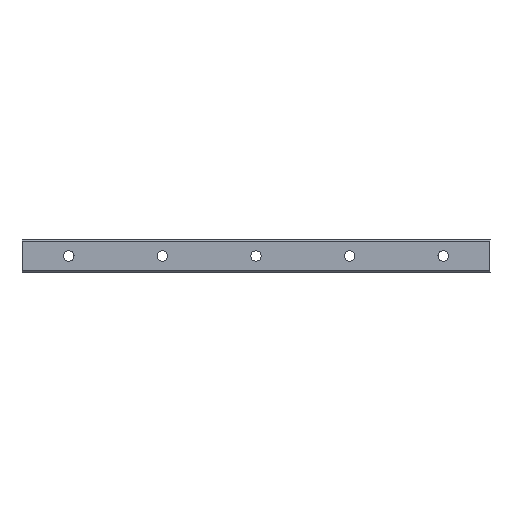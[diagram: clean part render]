
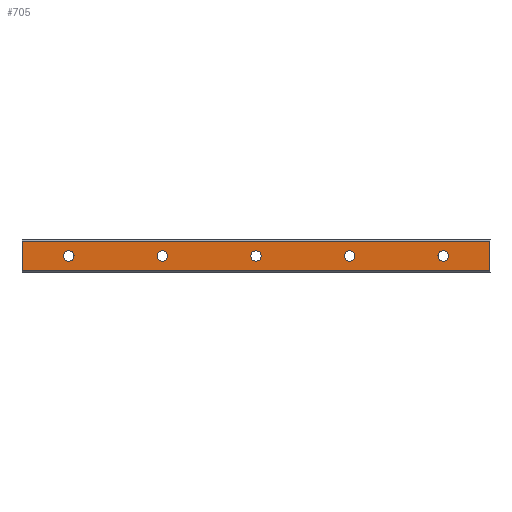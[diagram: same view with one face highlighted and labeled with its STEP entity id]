
A CAD part, front view. The second image highlights one B-rep face of the part: STEP entity #705.
In plain terms, the highlighted planar face has unit normal (0, -1, 0).
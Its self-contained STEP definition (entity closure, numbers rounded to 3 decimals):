
#24 = DIRECTION ( 'NONE',  ( 0., -1., 0. ) ) ;
#50 = EDGE_CURVE ( 'NONE', #191, #758, #1200, .T. ) ;
#65 = ORIENTED_EDGE ( 'NONE', *, *, #585, .F. ) ;
#112 = CARTESIAN_POINT ( 'NONE',  ( 240., 0., -4.5 ) ) ;
#156 = CARTESIAN_POINT ( 'NONE',  ( 360., 0., 12.5 ) ) ;
#168 = CARTESIAN_POINT ( 'NONE',  ( 360., 0., 12.5 ) ) ;
#176 = DIRECTION ( 'NONE',  ( 0., 0., 1. ) ) ;
#188 = DIRECTION ( 'NONE',  ( 0., -1., 0. ) ) ;
#190 = CIRCLE ( 'NONE', #1971, 4.5 ) ;
#191 = VERTEX_POINT ( 'NONE', #112 ) ;
#206 = ORIENTED_EDGE ( 'NONE', *, *, #1614, .F. ) ;
#234 = DIRECTION ( 'NONE',  ( 0., 0., 1. ) ) ;
#247 = EDGE_LOOP ( 'NONE', ( #1665, #300 ) ) ;
#261 = DIRECTION ( 'NONE',  ( 0., 0., 1. ) ) ;
#288 = ORIENTED_EDGE ( 'NONE', *, *, #518, .F. ) ;
#300 = ORIENTED_EDGE ( 'NONE', *, *, #50, .F. ) ;
#301 = PLANE ( 'NONE',  #1571 ) ;
#328 = CARTESIAN_POINT ( 'NONE',  ( -40., 0., 12.5 ) ) ;
#333 = EDGE_CURVE ( 'NONE', #1143, #1354, #1126, .T. ) ;
#350 = CIRCLE ( 'NONE', #1064, 4.5 ) ;
#390 = CIRCLE ( 'NONE', #1377, 4.5 ) ;
#393 = CARTESIAN_POINT ( 'NONE',  ( 360., 0., -12.5 ) ) ;
#455 = DIRECTION ( 'NONE',  ( 0., 0., 1. ) ) ;
#459 = DIRECTION ( 'NONE',  ( 0., 0., 1. ) ) ;
#464 = FACE_BOUND ( 'NONE', #247, .T. ) ;
#484 = DIRECTION ( 'NONE',  ( 0., -1., 0. ) ) ;
#488 = DIRECTION ( 'NONE',  ( 0., 0., 1. ) ) ;
#508 = CARTESIAN_POINT ( 'NONE',  ( 160., 0., 4.5 ) ) ;
#509 = CARTESIAN_POINT ( 'NONE',  ( 360., 0., 12.5 ) ) ;
#518 = EDGE_CURVE ( 'NONE', #527, #1656, #1633, .T. ) ;
#527 = VERTEX_POINT ( 'NONE', #1591 ) ;
#533 = CIRCLE ( 'NONE', #631, 4.5 ) ;
#536 = EDGE_LOOP ( 'NONE', ( #661, #1174 ) ) ;
#537 = DIRECTION ( 'NONE',  ( 0., -1., 0. ) ) ;
#570 = VECTOR ( 'NONE', #699, 1000. ) ;
#585 = EDGE_CURVE ( 'NONE', #638, #687, #877, .T. ) ;
#604 = CARTESIAN_POINT ( 'NONE',  ( 80., 0., 4.5 ) ) ;
#621 = ORIENTED_EDGE ( 'NONE', *, *, #1795, .F. ) ;
#631 = AXIS2_PLACEMENT_3D ( 'NONE', #639, #24, #488 ) ;
#632 = CARTESIAN_POINT ( 'NONE',  ( 160., 0., 0. ) ) ;
#638 = VERTEX_POINT ( 'NONE', #1791 ) ;
#639 = CARTESIAN_POINT ( 'NONE',  ( 80., 0., 0. ) ) ;
#656 = VERTEX_POINT ( 'NONE', #1002 ) ;
#659 = DIRECTION ( 'NONE',  ( 1., 0., 0. ) ) ;
#661 = ORIENTED_EDGE ( 'NONE', *, *, #2011, .F. ) ;
#679 = EDGE_CURVE ( 'NONE', #687, #2040, #1939, .T. ) ;
#687 = VERTEX_POINT ( 'NONE', #328 ) ;
#699 = DIRECTION ( 'NONE',  ( -1., 0., 0. ) ) ;
#705 = ADVANCED_FACE ( 'NONE', ( #1762, #1145, #1924, #464, #1460, #1274 ), #301, .F. ) ;
#707 = EDGE_CURVE ( 'NONE', #718, #999, #350, .T. ) ;
#718 = VERTEX_POINT ( 'NONE', #992 ) ;
#752 = ORIENTED_EDGE ( 'NONE', *, *, #1001, .F. ) ;
#758 = VERTEX_POINT ( 'NONE', #1611 ) ;
#764 = VERTEX_POINT ( 'NONE', #1282 ) ;
#767 = CARTESIAN_POINT ( 'NONE',  ( 240., 0., 0. ) ) ;
#793 = AXIS2_PLACEMENT_3D ( 'NONE', #1054, #1035, #1193 ) ;
#835 = LINE ( 'NONE', #168, #1441 ) ;
#838 = DIRECTION ( 'NONE',  ( 0., 0., 1. ) ) ;
#851 = CARTESIAN_POINT ( 'NONE',  ( 240., 0., 0. ) ) ;
#853 = EDGE_LOOP ( 'NONE', ( #206, #1597 ) ) ;
#855 = VERTEX_POINT ( 'NONE', #1959 ) ;
#860 = DIRECTION ( 'NONE',  ( 0., -1., 0. ) ) ;
#863 = ORIENTED_EDGE ( 'NONE', *, *, #1799, .F. ) ;
#877 = LINE ( 'NONE', #1685, #1841 ) ;
#901 = AXIS2_PLACEMENT_3D ( 'NONE', #767, #1086, #261 ) ;
#938 = CIRCLE ( 'NONE', #1213, 4.5 ) ;
#948 = DIRECTION ( 'NONE',  ( 0., -1., 0. ) ) ;
#990 = EDGE_CURVE ( 'NONE', #758, #191, #1206, .T. ) ;
#992 = CARTESIAN_POINT ( 'NONE',  ( 80., 0., -4.5 ) ) ;
#999 = VERTEX_POINT ( 'NONE', #604 ) ;
#1001 = EDGE_CURVE ( 'NONE', #1354, #1143, #190, .T. ) ;
#1002 = CARTESIAN_POINT ( 'NONE',  ( 320., 0., 4.5 ) ) ;
#1009 = CARTESIAN_POINT ( 'NONE',  ( 320., 0., 0. ) ) ;
#1034 = VECTOR ( 'NONE', #659, 1000. ) ;
#1035 = DIRECTION ( 'NONE',  ( 0., -1., 0. ) ) ;
#1054 = CARTESIAN_POINT ( 'NONE',  ( 0., 0., 0. ) ) ;
#1064 = AXIS2_PLACEMENT_3D ( 'NONE', #1155, #484, #1113 ) ;
#1086 = DIRECTION ( 'NONE',  ( 0., -1., 0. ) ) ;
#1113 = DIRECTION ( 'NONE',  ( 0., 0., 1. ) ) ;
#1126 = CIRCLE ( 'NONE', #1930, 4.5 ) ;
#1143 = VERTEX_POINT ( 'NONE', #508 ) ;
#1145 = FACE_BOUND ( 'NONE', #2016, .T. ) ;
#1147 = DIRECTION ( 'NONE',  ( 0., 0., -1. ) ) ;
#1155 = CARTESIAN_POINT ( 'NONE',  ( 80., 0., 0. ) ) ;
#1160 = AXIS2_PLACEMENT_3D ( 'NONE', #851, #860, #1680 ) ;
#1174 = ORIENTED_EDGE ( 'NONE', *, *, #707, .F. ) ;
#1193 = DIRECTION ( 'NONE',  ( 0., 0., 1. ) ) ;
#1200 = CIRCLE ( 'NONE', #1160, 4.5 ) ;
#1204 = LINE ( 'NONE', #393, #570 ) ;
#1206 = CIRCLE ( 'NONE', #901, 4.5 ) ;
#1213 = AXIS2_PLACEMENT_3D ( 'NONE', #1910, #948, #1594 ) ;
#1226 = EDGE_LOOP ( 'NONE', ( #621, #1764, #1319, #65 ) ) ;
#1258 = CARTESIAN_POINT ( 'NONE',  ( 160., 0., 0. ) ) ;
#1265 = DIRECTION ( 'NONE',  ( 0., -1., 0. ) ) ;
#1274 = FACE_BOUND ( 'NONE', #536, .T. ) ;
#1282 = CARTESIAN_POINT ( 'NONE',  ( 320., 0., -4.5 ) ) ;
#1304 = DIRECTION ( 'NONE',  ( 0., 1., 0. ) ) ;
#1319 = ORIENTED_EDGE ( 'NONE', *, *, #679, .F. ) ;
#1338 = CARTESIAN_POINT ( 'NONE',  ( 0., 0., 0. ) ) ;
#1354 = VERTEX_POINT ( 'NONE', #1852 ) ;
#1377 = AXIS2_PLACEMENT_3D ( 'NONE', #1338, #537, #455 ) ;
#1441 = VECTOR ( 'NONE', #1147, 1000. ) ;
#1460 = FACE_BOUND ( 'NONE', #1996, .T. ) ;
#1530 = ORIENTED_EDGE ( 'NONE', *, *, #333, .F. ) ;
#1535 = DIRECTION ( 'NONE',  ( 0., 0., 1. ) ) ;
#1549 = DIRECTION ( 'NONE',  ( 0., -1., 0. ) ) ;
#1571 = AXIS2_PLACEMENT_3D ( 'NONE', #509, #1304, #176 ) ;
#1591 = CARTESIAN_POINT ( 'NONE',  ( 0., 0., 4.5 ) ) ;
#1594 = DIRECTION ( 'NONE',  ( 0., 0., 1. ) ) ;
#1597 = ORIENTED_EDGE ( 'NONE', *, *, #1662, .F. ) ;
#1611 = CARTESIAN_POINT ( 'NONE',  ( 240., 0., 4.5 ) ) ;
#1613 = CARTESIAN_POINT ( 'NONE',  ( 0., 0., -4.5 ) ) ;
#1614 = EDGE_CURVE ( 'NONE', #656, #764, #1776, .T. ) ;
#1622 = CARTESIAN_POINT ( 'NONE',  ( 360., 0., 12.5 ) ) ;
#1633 = CIRCLE ( 'NONE', #793, 4.5 ) ;
#1656 = VERTEX_POINT ( 'NONE', #1613 ) ;
#1662 = EDGE_CURVE ( 'NONE', #764, #656, #938, .T. ) ;
#1665 = ORIENTED_EDGE ( 'NONE', *, *, #990, .F. ) ;
#1675 = AXIS2_PLACEMENT_3D ( 'NONE', #1009, #188, #838 ) ;
#1680 = DIRECTION ( 'NONE',  ( 0., 0., 1. ) ) ;
#1685 = CARTESIAN_POINT ( 'NONE',  ( -40., 0., 12.5 ) ) ;
#1762 = FACE_OUTER_BOUND ( 'NONE', #1226, .T. ) ;
#1764 = ORIENTED_EDGE ( 'NONE', *, *, #2022, .F. ) ;
#1776 = CIRCLE ( 'NONE', #1675, 4.5 ) ;
#1791 = CARTESIAN_POINT ( 'NONE',  ( -40., 0., -12.5 ) ) ;
#1795 = EDGE_CURVE ( 'NONE', #855, #638, #1204, .T. ) ;
#1799 = EDGE_CURVE ( 'NONE', #1656, #527, #390, .T. ) ;
#1841 = VECTOR ( 'NONE', #234, 1000. ) ;
#1852 = CARTESIAN_POINT ( 'NONE',  ( 160., 0., -4.5 ) ) ;
#1910 = CARTESIAN_POINT ( 'NONE',  ( 320., 0., 0. ) ) ;
#1924 = FACE_BOUND ( 'NONE', #853, .T. ) ;
#1930 = AXIS2_PLACEMENT_3D ( 'NONE', #632, #1265, #459 ) ;
#1939 = LINE ( 'NONE', #1622, #1034 ) ;
#1959 = CARTESIAN_POINT ( 'NONE',  ( 360., 0., -12.5 ) ) ;
#1971 = AXIS2_PLACEMENT_3D ( 'NONE', #1258, #1549, #1535 ) ;
#1996 = EDGE_LOOP ( 'NONE', ( #1530, #752 ) ) ;
#2011 = EDGE_CURVE ( 'NONE', #999, #718, #533, .T. ) ;
#2016 = EDGE_LOOP ( 'NONE', ( #288, #863 ) ) ;
#2022 = EDGE_CURVE ( 'NONE', #2040, #855, #835, .T. ) ;
#2040 = VERTEX_POINT ( 'NONE', #156 ) ;
